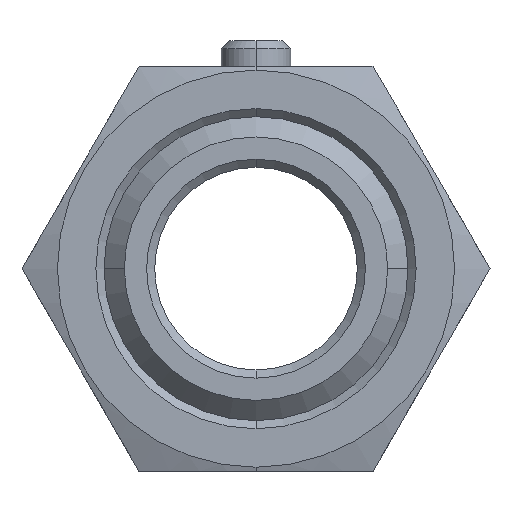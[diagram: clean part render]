
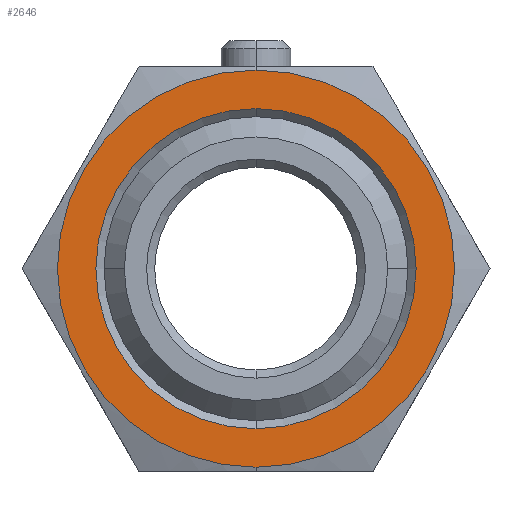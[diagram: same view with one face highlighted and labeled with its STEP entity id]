
A CAD part, front view. The second image highlights one B-rep face of the part: STEP entity #2646.
In plain terms, the highlighted planar face has unit normal (0, -1, 0).
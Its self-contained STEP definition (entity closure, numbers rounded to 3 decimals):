
#1021 = CIRCLE ( 'NONE', #1062, 6.223 ) ;
#1028 = DIRECTION ( 'NONE',  ( 0., 1., 0. ) ) ;
#1062 = AXIS2_PLACEMENT_3D ( 'NONE', #1079, #1028, #1101 ) ;
#1063 = CARTESIAN_POINT ( 'NONE',  ( 0., -5.562, 6.223 ) ) ;
#1079 = CARTESIAN_POINT ( 'NONE',  ( 0., -5.562, 0. ) ) ;
#1088 = CARTESIAN_POINT ( 'NONE',  ( 0., -5.562, -6.223 ) ) ;
#1101 = DIRECTION ( 'NONE',  ( 0., 0., 1. ) ) ;
#1177 = CARTESIAN_POINT ( 'NONE',  ( 0., -5.562, 5.016 ) ) ;
#1193 = DIRECTION ( 'NONE',  ( 0., 0., 1. ) ) ;
#1204 = CARTESIAN_POINT ( 'NONE',  ( 0., -5.562, -5.016 ) ) ;
#1240 = AXIS2_PLACEMENT_3D ( 'NONE', #1246, #1247, #1193 ) ;
#1246 = CARTESIAN_POINT ( 'NONE',  ( 0., -5.562, 0. ) ) ;
#1247 = DIRECTION ( 'NONE',  ( 0., 1., 0. ) ) ;
#1282 = CIRCLE ( 'NONE', #1240, 5.016 ) ;
#1437 = CIRCLE ( 'NONE', #1490, 6.223 ) ;
#1482 = CARTESIAN_POINT ( 'NONE',  ( -3.666, -5.562, -6.35 ) ) ;
#1483 = AXIS2_PLACEMENT_3D ( 'NONE', #1482, #1486, #1485 ) ;
#1485 = DIRECTION ( 'NONE',  ( 0., 0., -1. ) ) ;
#1486 = DIRECTION ( 'NONE',  ( 0., -1., 0. ) ) ;
#1487 = DIRECTION ( 'NONE',  ( 0., 0., 1. ) ) ;
#1488 = DIRECTION ( 'NONE',  ( 0., 1., 0. ) ) ;
#1489 = CARTESIAN_POINT ( 'NONE',  ( 0., -5.562, 0. ) ) ;
#1490 = AXIS2_PLACEMENT_3D ( 'NONE', #1489, #1488, #1487 ) ;
#1510 = FACE_OUTER_BOUND ( 'NONE', #2621, .T. ) ;
#1511 = FACE_BOUND ( 'NONE', #2634, .T. ) ;
#1518 = PLANE ( 'NONE',  #1483 ) ;
#1595 = AXIS2_PLACEMENT_3D ( 'NONE', #1661, #1660, #1654 ) ;
#1640 = CIRCLE ( 'NONE', #1595, 5.016 ) ;
#1654 = DIRECTION ( 'NONE',  ( 0., 0., 1. ) ) ;
#1660 = DIRECTION ( 'NONE',  ( 0., 1., 0. ) ) ;
#1661 = CARTESIAN_POINT ( 'NONE',  ( 0., -5.562, 0. ) ) ;
#2523 = EDGE_CURVE ( 'NONE', #2550, #2536, #1021, .T. ) ;
#2536 = VERTEX_POINT ( 'NONE', #1088 ) ;
#2550 = VERTEX_POINT ( 'NONE', #1063 ) ;
#2567 = EDGE_CURVE ( 'NONE', #2603, #2594, #1282, .T. ) ;
#2575 = ORIENTED_EDGE ( 'NONE', *, *, #2523, .F. ) ;
#2577 = ORIENTED_EDGE ( 'NONE', *, *, #2567, .T. ) ;
#2579 = ORIENTED_EDGE ( 'NONE', *, *, #2654, .T. ) ;
#2594 = VERTEX_POINT ( 'NONE', #1177 ) ;
#2603 = VERTEX_POINT ( 'NONE', #1204 ) ;
#2621 = EDGE_LOOP ( 'NONE', ( #2575, #2653 ) ) ;
#2634 = EDGE_LOOP ( 'NONE', ( #2577, #2579 ) ) ;
#2636 = EDGE_CURVE ( 'NONE', #2536, #2550, #1437, .T. ) ;
#2646 = ADVANCED_FACE ( 'NONE', ( #1511, #1510 ), #1518, .T. ) ;
#2653 = ORIENTED_EDGE ( 'NONE', *, *, #2636, .F. ) ;
#2654 = EDGE_CURVE ( 'NONE', #2594, #2603, #1640, .T. ) ;
